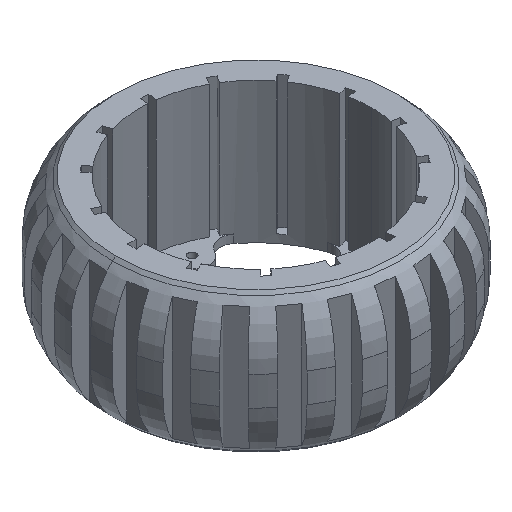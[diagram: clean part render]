
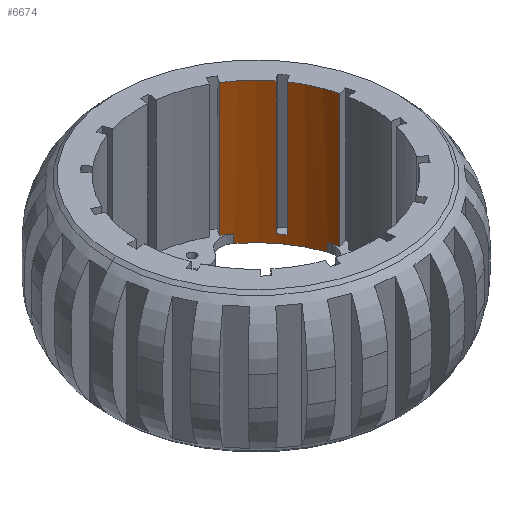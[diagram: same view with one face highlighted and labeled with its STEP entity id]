
A CAD part, isometric view. The second image highlights one B-rep face of the part: STEP entity #6674.
In plain terms, the highlighted cylindrical face has radius 70 mm (diameter 140 mm), a partial arc.
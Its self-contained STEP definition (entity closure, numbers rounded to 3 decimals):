
#11 = CIRCLE ( 'NONE', #3461, 70. ) ;
#44 = CARTESIAN_POINT ( 'NONE',  ( 58.009, 39.179, -40. ) ) ;
#78 = VECTOR ( 'NONE', #5978, 1000. ) ;
#80 = EDGE_CURVE ( 'NONE', #2418, #3614, #3366, .T. ) ;
#87 = CIRCLE ( 'NONE', #2063, 70. ) ;
#100 = ORIENTED_EDGE ( 'NONE', *, *, #5335, .T. ) ;
#371 = CARTESIAN_POINT ( 'NONE',  ( 0., 0., 40. ) ) ;
#387 = CARTESIAN_POINT ( 'NONE',  ( 67.854, 17.2, -40. ) ) ;
#393 = VERTEX_POINT ( 'NONE', #1198 ) ;
#434 = CIRCLE ( 'NONE', #2843, 70. ) ;
#455 = CARTESIAN_POINT ( 'NONE',  ( 37.326, 59.218, -40. ) ) ;
#489 = DIRECTION ( 'NONE',  ( 0., 0., -1. ) ) ;
#494 = CARTESIAN_POINT ( 'NONE',  ( 67.854, 17.2, 40. ) ) ;
#534 = ORIENTED_EDGE ( 'NONE', *, *, #6762, .T. ) ;
#602 = EDGE_CURVE ( 'NONE', #3020, #939, #752, .T. ) ;
#648 = EDGE_CURVE ( 'NONE', #2763, #3614, #2631, .T. ) ;
#721 = DIRECTION ( 'NONE',  ( 1., 0., 0. ) ) ;
#732 = EDGE_CURVE ( 'NONE', #1563, #3020, #434, .T. ) ;
#752 = LINE ( 'NONE', #3253, #78 ) ;
#847 = VERTEX_POINT ( 'NONE', #5814 ) ;
#918 = ORIENTED_EDGE ( 'NONE', *, *, #4737, .F. ) ;
#939 = VERTEX_POINT ( 'NONE', #3307 ) ;
#944 = FACE_OUTER_BOUND ( 'NONE', #1799, .T. ) ;
#980 = CARTESIAN_POINT ( 'NONE',  ( 0., 0., 40. ) ) ;
#1003 = ORIENTED_EDGE ( 'NONE', *, *, #1330, .T. ) ;
#1006 = DIRECTION ( 'NONE',  ( 0., 0., 1. ) ) ;
#1035 = CARTESIAN_POINT ( 'NONE',  ( 0., 0., -40. ) ) ;
#1058 = ORIENTED_EDGE ( 'NONE', *, *, #1483, .F. ) ;
#1072 = EDGE_CURVE ( 'NONE', #6376, #393, #5622, .T. ) ;
#1198 = CARTESIAN_POINT ( 'NONE',  ( 37.326, 59.218, 40. ) ) ;
#1236 = CARTESIAN_POINT ( 'NONE',  ( 37.326, 59.218, -40. ) ) ;
#1330 = EDGE_CURVE ( 'NONE', #2763, #4910, #6035, .T. ) ;
#1483 = EDGE_CURVE ( 'NONE', #939, #4303, #5105, .T. ) ;
#1563 = VERTEX_POINT ( 'NONE', #6799 ) ;
#1638 = DIRECTION ( 'NONE',  ( 0., 0., 1. ) ) ;
#1671 = CARTESIAN_POINT ( 'NONE',  ( 0., 0., -40. ) ) ;
#1732 = CARTESIAN_POINT ( 'NONE',  ( 58.009, 39.179, 40. ) ) ;
#1799 = EDGE_LOOP ( 'NONE', ( #918, #6588, #1058, #4229, #3017, #4420, #2688, #2001, #1003, #100, #534, #4324 ) ) ;
#1944 = CARTESIAN_POINT ( 'NONE',  ( 55.187, 43.062, -45. ) ) ;
#1952 = CARTESIAN_POINT ( 'NONE',  ( 66.084, 23.084, -40. ) ) ;
#2001 = ORIENTED_EDGE ( 'NONE', *, *, #648, .F. ) ;
#2063 = AXIS2_PLACEMENT_3D ( 'NONE', #2580, #1006, #3195 ) ;
#2203 = LINE ( 'NONE', #387, #6767 ) ;
#2209 = DIRECTION ( 'NONE',  ( -1., 0., 0. ) ) ;
#2418 = VERTEX_POINT ( 'NONE', #494 ) ;
#2580 = CARTESIAN_POINT ( 'NONE',  ( 0., 0., -40. ) ) ;
#2631 = LINE ( 'NONE', #7087, #3190 ) ;
#2688 = ORIENTED_EDGE ( 'NONE', *, *, #80, .T. ) ;
#2702 = CYLINDRICAL_SURFACE ( 'NONE', #6565, 70. ) ;
#2713 = AXIS2_PLACEMENT_3D ( 'NONE', #2874, #6722, #721 ) ;
#2763 = VERTEX_POINT ( 'NONE', #44 ) ;
#2785 = DIRECTION ( 'NONE',  ( 0., 0., 1. ) ) ;
#2843 = AXIS2_PLACEMENT_3D ( 'NONE', #1671, #4940, #2209 ) ;
#2874 = CARTESIAN_POINT ( 'NONE',  ( 0., 0., -45. ) ) ;
#2965 = VECTOR ( 'NONE', #3531, 1000. ) ;
#3017 = ORIENTED_EDGE ( 'NONE', *, *, #732, .F. ) ;
#3020 = VERTEX_POINT ( 'NONE', #1952 ) ;
#3030 = DIRECTION ( 'NONE',  ( 0., 0., 1. ) ) ;
#3134 = DIRECTION ( 'NONE',  ( 0., 0., 1. ) ) ;
#3190 = VECTOR ( 'NONE', #3134, 1000. ) ;
#3195 = DIRECTION ( 'NONE',  ( -0.309, -0.951, 0. ) ) ;
#3241 = DIRECTION ( 'NONE',  ( 0., 0., 1. ) ) ;
#3253 = CARTESIAN_POINT ( 'NONE',  ( 66.084, 23.084, -40. ) ) ;
#3307 = CARTESIAN_POINT ( 'NONE',  ( 66.084, 23.084, -45. ) ) ;
#3366 = CIRCLE ( 'NONE', #4508, 70. ) ;
#3433 = DIRECTION ( 'NONE',  ( 0., 0., 1. ) ) ;
#3461 = AXIS2_PLACEMENT_3D ( 'NONE', #980, #4296, #6472 ) ;
#3531 = DIRECTION ( 'NONE',  ( 0., 0., 1. ) ) ;
#3542 = DIRECTION ( 'NONE',  ( 1., 0., 0. ) ) ;
#3614 = VERTEX_POINT ( 'NONE', #1732 ) ;
#3827 = CARTESIAN_POINT ( 'NONE',  ( 0., 0., -45. ) ) ;
#3889 = VECTOR ( 'NONE', #489, 1000. ) ;
#4229 = ORIENTED_EDGE ( 'NONE', *, *, #602, .F. ) ;
#4296 = DIRECTION ( 'NONE',  ( 0., 0., 1. ) ) ;
#4303 = VERTEX_POINT ( 'NONE', #5006 ) ;
#4324 = ORIENTED_EDGE ( 'NONE', *, *, #1072, .F. ) ;
#4420 = ORIENTED_EDGE ( 'NONE', *, *, #5905, .T. ) ;
#4424 = EDGE_CURVE ( 'NONE', #847, #4303, #5411, .T. ) ;
#4469 = CARTESIAN_POINT ( 'NONE',  ( 42.376, 55.716, -40. ) ) ;
#4508 = AXIS2_PLACEMENT_3D ( 'NONE', #371, #3030, #3542 ) ;
#4737 = EDGE_CURVE ( 'NONE', #847, #6376, #87, .T. ) ;
#4910 = VERTEX_POINT ( 'NONE', #5054 ) ;
#4940 = DIRECTION ( 'NONE',  ( 0., 0., 1. ) ) ;
#4974 = VECTOR ( 'NONE', #3433, 1000. ) ;
#5006 = CARTESIAN_POINT ( 'NONE',  ( 42.376, 55.716, -45. ) ) ;
#5054 = CARTESIAN_POINT ( 'NONE',  ( 55.187, 43.062, -40. ) ) ;
#5105 = CIRCLE ( 'NONE', #2713, 70. ) ;
#5335 = EDGE_CURVE ( 'NONE', #4910, #6567, #6868, .T. ) ;
#5363 = DIRECTION ( 'NONE',  ( 1., 0., 0. ) ) ;
#5411 = LINE ( 'NONE', #4469, #3889 ) ;
#5622 = LINE ( 'NONE', #1236, #4974 ) ;
#5679 = CARTESIAN_POINT ( 'NONE',  ( 55.187, 43.062, 40. ) ) ;
#5684 = AXIS2_PLACEMENT_3D ( 'NONE', #1035, #2785, #6024 ) ;
#5814 = CARTESIAN_POINT ( 'NONE',  ( 42.376, 55.716, -40. ) ) ;
#5905 = EDGE_CURVE ( 'NONE', #1563, #2418, #2203, .T. ) ;
#5978 = DIRECTION ( 'NONE',  ( 0., 0., -1. ) ) ;
#6024 = DIRECTION ( 'NONE',  ( -1., 0., 0. ) ) ;
#6035 = CIRCLE ( 'NONE', #5684, 70. ) ;
#6376 = VERTEX_POINT ( 'NONE', #455 ) ;
#6472 = DIRECTION ( 'NONE',  ( 1., 0., 0. ) ) ;
#6565 = AXIS2_PLACEMENT_3D ( 'NONE', #3827, #1638, #5363 ) ;
#6567 = VERTEX_POINT ( 'NONE', #5679 ) ;
#6588 = ORIENTED_EDGE ( 'NONE', *, *, #4424, .T. ) ;
#6674 = ADVANCED_FACE ( 'NONE', ( #944 ), #2702, .F. ) ;
#6722 = DIRECTION ( 'NONE',  ( 0., 0., 1. ) ) ;
#6762 = EDGE_CURVE ( 'NONE', #6567, #393, #11, .T. ) ;
#6767 = VECTOR ( 'NONE', #3241, 1000. ) ;
#6799 = CARTESIAN_POINT ( 'NONE',  ( 67.854, 17.2, -40. ) ) ;
#6868 = LINE ( 'NONE', #1944, #2965 ) ;
#7087 = CARTESIAN_POINT ( 'NONE',  ( 58.009, 39.179, -40. ) ) ;
